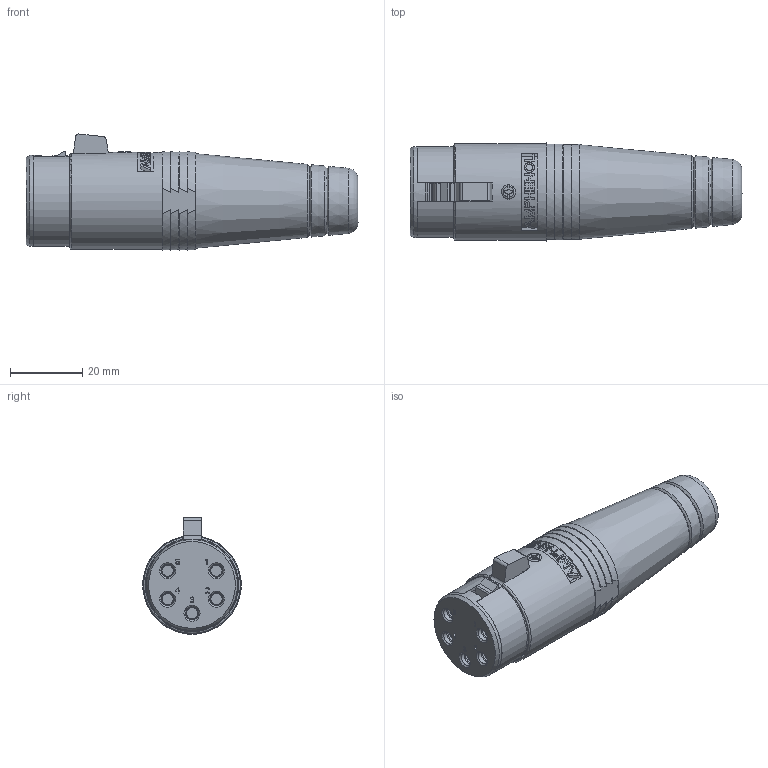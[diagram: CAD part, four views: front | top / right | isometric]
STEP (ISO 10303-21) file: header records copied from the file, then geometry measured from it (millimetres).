
FILE_DESCRIPTION(/* description */ (''),/* implementation_level */ '2;1');
FILE_NAME(/* name */ 'AP-5-11.stp',/* time_stamp */ '2017-12-05T15:23:57+11:00',/* author */ ('minh'),/* organization */ (''),/* preprocessor_version */ 'ST-DEVELOPER v16.1',/* originating_system */ 'Autodesk Inventor 2016',/* authorisation */ '');
FILE_SCHEMA (('AUTOMOTIVE_DESIGN { 1 0 10303 214 3 1 1 }'));
Length unit declared in the file: inch
Products named in the file (1): AP-5-11_Shrinkwrap_1
Bounding box: 92.11 x 27.22 x 32.19 mm (x, y, z)
Surface area: 12644.4 mm2 (no closed solid volume)
Topology: 0 solids, 39 shells, 153 faces, 911 edges, 775 vertices
Faces by surface type: plane 61, cone 50, cylinder 33, torus 7, bspline 2
Full cylindrical faces by diameter (mm): 1.917 x1, 2.759 x1, 3.65 x5, 5.8 x3, 10.38 x1, 16.553 x1, 25.25 x1, 26.886 x1
Entity records: 9288 total; most frequent: CARTESIAN_POINT 2674, DIRECTION 1270, ORIENTED_EDGE 1090, EDGE_CURVE 859, VERTEX_POINT 758, AXIS2_PLACEMENT_3D 432, LINE 406, VECTOR 406
